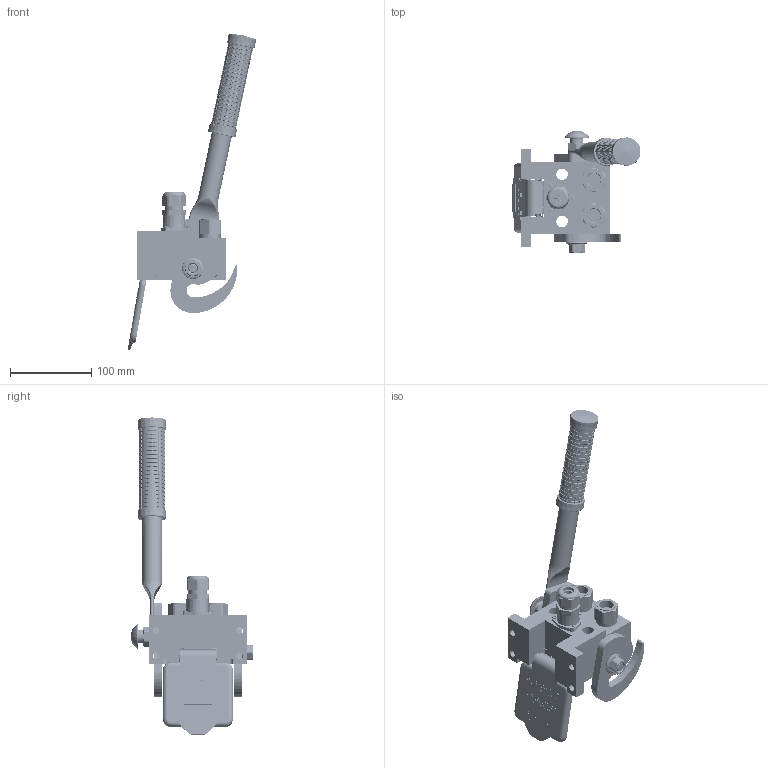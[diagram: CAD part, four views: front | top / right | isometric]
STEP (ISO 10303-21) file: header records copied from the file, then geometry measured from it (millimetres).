
FILE_DESCRIPTION (( 'STEP AP214' ), '1' );
FILE_NAME ('FASTER.step', '2025-02-25T06:34:05', ( '' ), ( '' ), 'SwSTEP 2.0', 'SolidWorks 2017', '' );
FILE_SCHEMA (( 'AUTOMOTIVE_DESIGN' ));
Length unit declared in the file: millimetre
Products named in the file (36): A_2ffnb38-12gasf; 2ffnb38-12gasf; 4830_044_0000_000; 4132_014_0000_000; 0048_042_0412_000; CURS_MOLLA_38; 4830_025_2000_000; P306_F_BASE; sicura_p5; 4820_024_1001_000; 4820_020_0000_001; 1540_080_0012_000; 4830_025_1000_000; 4132_072_0000_300; 4850_024_0000_012; 4820_024_1001_020; 4820_024_1001_010; 4830_001_0005_301; 4830_046_0000_000; 4830_025_0000_001; et011; conn_3p_f; 4820_001_0001_004; 4820_001_0004_000; 4241_072_0000_200; 4820_024_1001_000_ASM; 4830_001_0005_300; or1_5x7_m; FASTER; 4830_070_0000_001; 4830_022_0000_011; 4820_024_1001_021; corpospel08-3f; or2x18; 4850_024_2000_011
Assembly tree (42 placements, depth 4):
  FASTER
    P306_F_BASE
      4820_020_0000_001
      4820_001_0001_004
      4820_001_0004_000
      4830_001_0005_300
      4830_001_0005_301
      4830_025_1000_000
      4830_022_0000_011
      4830_070_0000_001
    conn_3p_f
      corpospel08-3f
      4830_044_0000_000  x3
      4830_046_0000_000
      4241_072_0000_200
    A_2ffnb38-12gasf  x2
      CURS_MOLLA_38
        4132_072_0000_300
        4132_014_0000_000
      2ffnb38-12gasf
        2ffnb38-12gasf
    4820_024_1001_000
      4820_024_1001_000_ASM
        4850_024_2000_011
        4820_024_1001_010
        4820_024_1001_021
      sicura_p5
        4830_025_0000_001
        or1_5x7_m
        0048_042_0412_000
      4830_025_1000_000
      4830_022_0000_011
      4820_024_1001_020
      1540_080_0012_000
      4830_025_2000_000
      4850_024_0000_012
      4830_070_0000_001
      or2x18  x2
    et011
Bounding box: 158.65 x 150.83 x 390.03 mm (x, y, z)
Volume: 186620.8 mm3; surface area: 264993.1 mm2
Topology: 34 solids, 75 shells, 5028 faces, 13322 edges, 8473 vertices
Faces by surface type: plane 1955, cylinder 1794, torus 633, bspline 332, cone 279, sphere 35
Entity records: 207626 total; most frequent: CARTESIAN_POINT 88942, ORIENTED_EDGE 24104, DIRECTION 20910, EDGE_CURVE 12376, VERTEX_POINT 7936, AXIS2_PLACEMENT_3D 7188, VECTOR 6534, LINE 6534
